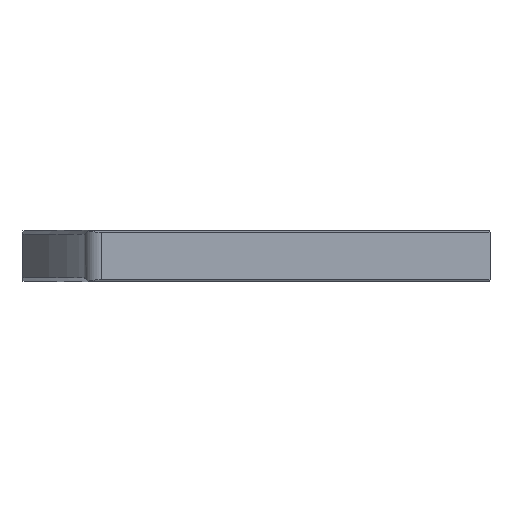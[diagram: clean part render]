
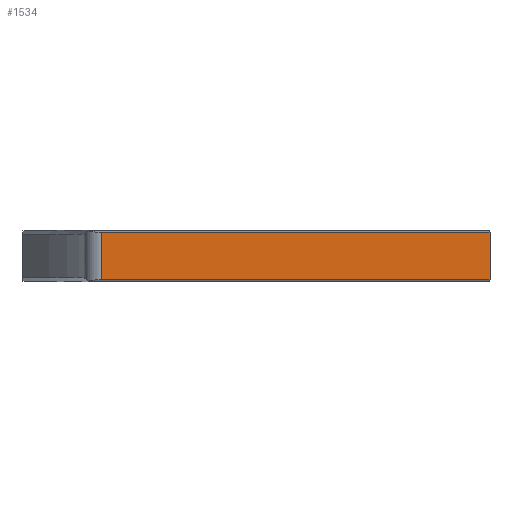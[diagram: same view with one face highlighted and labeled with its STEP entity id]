
A CAD part, front view. The second image highlights one B-rep face of the part: STEP entity #1534.
In plain terms, the highlighted planar face has unit normal (0, -1, 0).
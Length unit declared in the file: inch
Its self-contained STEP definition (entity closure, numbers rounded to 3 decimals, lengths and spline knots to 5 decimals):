
#80 = CARTESIAN_POINT ( 'NONE',  ( 11., 0., -0.3735 ) ) ;
#91 = VERTEX_POINT ( 'NONE', #1851 ) ;
#587 = ORIENTED_EDGE ( 'NONE', *, *, #2146, .T. ) ;
#597 = DIRECTION ( 'NONE',  ( 0., -1., 0. ) ) ;
#626 = ORIENTED_EDGE ( 'NONE', *, *, #2138, .T. ) ;
#675 = LINE ( 'NONE', #901, #933 ) ;
#706 = LINE ( 'NONE', #1611, #2630 ) ;
#761 = VERTEX_POINT ( 'NONE', #2590 ) ;
#901 = CARTESIAN_POINT ( 'NONE',  ( 11., 0., -0.35787 ) ) ;
#933 = VECTOR ( 'NONE', #2355, 39.37008 ) ;
#1057 = CARTESIAN_POINT ( 'NONE',  ( 11., 0., -0.35787 ) ) ;
#1087 = CARTESIAN_POINT ( 'NONE',  ( 8.18655, 0., -0.35787 ) ) ;
#1242 = VECTOR ( 'NONE', #1747, 39.37008 ) ;
#1368 = DIRECTION ( 'NONE',  ( -1., 0., 0. ) ) ;
#1440 = PLANE ( 'NONE',  #1704 ) ;
#1534 = ADVANCED_FACE ( 'NONE', ( #2028 ), #1440, .T. ) ;
#1543 = CARTESIAN_POINT ( 'NONE',  ( 8.18655, 0., -0.3425 ) ) ;
#1548 = VERTEX_POINT ( 'NONE', #1057 ) ;
#1611 = CARTESIAN_POINT ( 'NONE',  ( 8.0625, 0., -0.01563 ) ) ;
#1657 = VERTEX_POINT ( 'NONE', #1087 ) ;
#1704 = AXIS2_PLACEMENT_3D ( 'NONE', #2469, #597, #2261 ) ;
#1747 = DIRECTION ( 'NONE',  ( 0., 0., -1. ) ) ;
#1801 = ORIENTED_EDGE ( 'NONE', *, *, #2541, .T. ) ;
#1805 = DIRECTION ( 'NONE',  ( 0., 0., 1. ) ) ;
#1851 = CARTESIAN_POINT ( 'NONE',  ( 8.18655, 0., -0.01563 ) ) ;
#1958 = LINE ( 'NONE', #1543, #1242 ) ;
#2028 = FACE_OUTER_BOUND ( 'NONE', #2208, .T. ) ;
#2138 = EDGE_CURVE ( 'NONE', #761, #91, #706, .T. ) ;
#2146 = EDGE_CURVE ( 'NONE', #1548, #761, #2372, .T. ) ;
#2208 = EDGE_LOOP ( 'NONE', ( #626, #1801, #2672, #587 ) ) ;
#2261 = DIRECTION ( 'NONE',  ( 0., 0., -1. ) ) ;
#2355 = DIRECTION ( 'NONE',  ( 1., 0., 0. ) ) ;
#2362 = VECTOR ( 'NONE', #1805, 39.37008 ) ;
#2372 = LINE ( 'NONE', #80, #2362 ) ;
#2469 = CARTESIAN_POINT ( 'NONE',  ( 8.0625, 0., -0.3735 ) ) ;
#2541 = EDGE_CURVE ( 'NONE', #91, #1657, #1958, .T. ) ;
#2590 = CARTESIAN_POINT ( 'NONE',  ( 11., 0., -0.01563 ) ) ;
#2629 = EDGE_CURVE ( 'NONE', #1657, #1548, #675, .T. ) ;
#2630 = VECTOR ( 'NONE', #1368, 39.37008 ) ;
#2672 = ORIENTED_EDGE ( 'NONE', *, *, #2629, .T. ) ;
